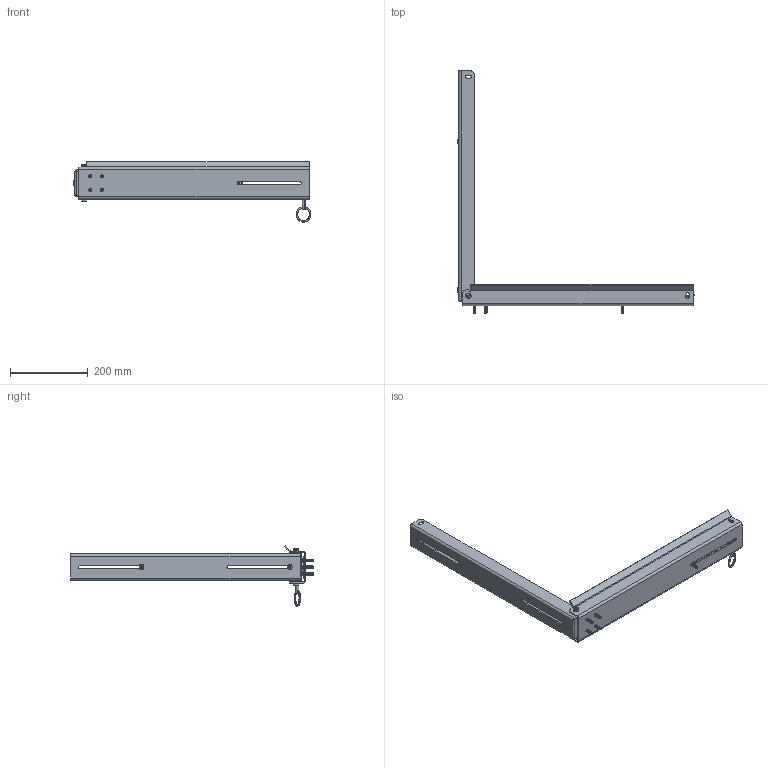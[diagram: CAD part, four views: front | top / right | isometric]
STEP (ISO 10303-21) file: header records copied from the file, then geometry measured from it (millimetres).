
FILE_DESCRIPTION (( 'STEP AP214' ), '1' );
FILE_NAME ('阹桯旋.STEP', '2021-07-28T05:41:31', ( 'admin' ), ( '' ), 'SwSTEP 2.0', 'SolidWorks 2016', '' );
FILE_SCHEMA (( 'AUTOMOTIVE_DESIGN' ));
Length unit declared in the file: millimetre
Products named in the file (13): 阹桯旋; M6_16; M6 Cage Nut; 90166A147_STAINLESS STEEL FLANGED HEX HEAD SCREW; 98363A112_ STEEL OVERSIZED WASHER; 93695A135_CLASS 8 STEEL LEFT-HAND THREADED HEX NUT; M6_GB6177_; M8-12-M6_0001; M8-14-1_00; _8X108_000; M8-21-4_00; XZB-02-_0001; XZB-01-_0001
Assembly tree (29 placements, depth 2):
  阹桯旋
    XZB-01-_0001
    XZB-02-_0001
    M8-21-4_00  x2
    _8X108_000
    M8-14-1_00  x4
    M8-12-M6_0001  x2
    M6_GB6177_  x2
    93695A135_CLASS 8 STEEL LEFT-HAND THREADED HEX NUT  x2
    98363A112_ STEEL OVERSIZED WASHER  x5
    90166A147_STAINLESS STEEL FLANGED HEX HEAD SCREW  x5
    M6 Cage Nut  x2
    M6_16  x2
Bounding box: 611.15 x 622.7 x 154.56 mm (x, y, z)
Volume: 561798.7 mm3; surface area: 396438.6 mm2
Topology: 27 solids, 31 shells, 1439 faces, 3940 edges, 2573 vertices
Faces by surface type: cylinder 830, plane 389, cone 128, bspline 92
Entity records: 32039 total; most frequent: CARTESIAN_POINT 13137, ORIENTED_EDGE 3088, DIRECTION 2457, EDGE_CURVE 1546, VERTEX_POINT 1001, AXIS2_PLACEMENT_3D 885, LINE 687, VECTOR 687
